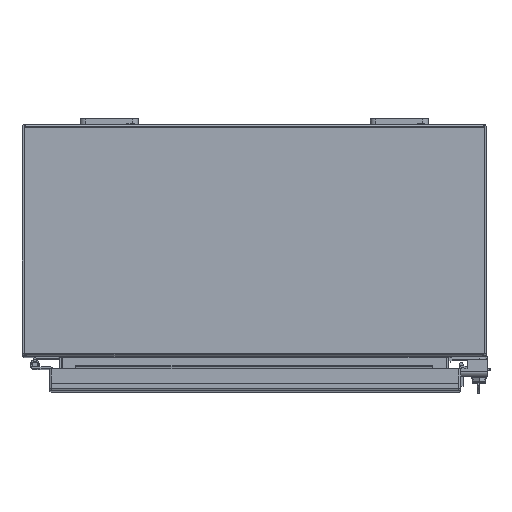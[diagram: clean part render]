
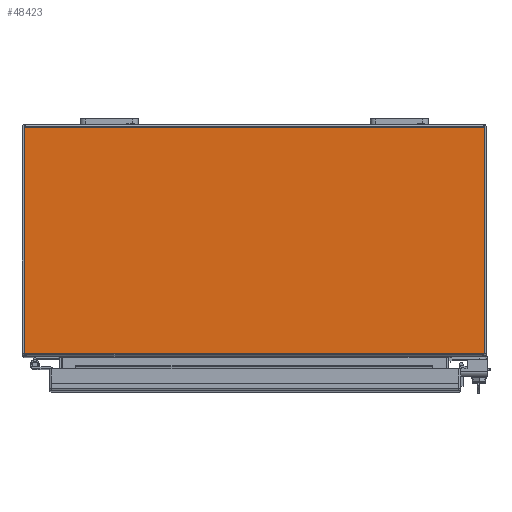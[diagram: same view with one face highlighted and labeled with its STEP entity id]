
A CAD part, top view. The second image highlights one B-rep face of the part: STEP entity #48423.
In plain terms, the highlighted planar face has unit normal (0, 0, 1).
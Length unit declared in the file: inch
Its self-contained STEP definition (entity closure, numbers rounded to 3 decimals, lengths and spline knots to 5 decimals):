
#925 = DIRECTION ( 'NONE',  ( -1., 0., 0. ) ) ;
#2452 = EDGE_CURVE ( 'NONE', #45980, #40956, #38644, .T. ) ;
#4140 = EDGE_LOOP ( 'NONE', ( #12067, #34872, #14882, #43751 ) ) ;
#4598 = DIRECTION ( 'NONE',  ( 0., -1., 0. ) ) ;
#6996 = CARTESIAN_POINT ( 'NONE',  ( -7.92792, -7.892, 12. ) ) ;
#10296 = CARTESIAN_POINT ( 'NONE',  ( -7.92792, 39.37008, 12. ) ) ;
#12067 = ORIENTED_EDGE ( 'NONE', *, *, #24331, .T. ) ;
#13630 = CARTESIAN_POINT ( 'NONE',  ( -7.92792, -0.108, 12. ) ) ;
#14882 = ORIENTED_EDGE ( 'NONE', *, *, #23634, .T. ) ;
#16275 = AXIS2_PLACEMENT_3D ( 'NONE', #16448, #19454, #27162 ) ;
#16384 = VECTOR ( 'NONE', #48276, 39.37008 ) ;
#16448 = CARTESIAN_POINT ( 'NONE',  ( 7.892, -0.06248, 12. ) ) ;
#16557 = CARTESIAN_POINT ( 'NONE',  ( 7.892, -0.108, 12. ) ) ;
#19454 = DIRECTION ( 'NONE',  ( 0., 0., 1. ) ) ;
#22523 = CARTESIAN_POINT ( 'NONE',  ( 7.92792, -7.892, 12. ) ) ;
#23634 = EDGE_CURVE ( 'NONE', #42868, #40956, #29183, .T. ) ;
#24331 = EDGE_CURVE ( 'NONE', #45980, #30506, #46623, .T. ) ;
#25713 = VECTOR ( 'NONE', #41154, 39.37008 ) ;
#27162 = DIRECTION ( 'NONE',  ( 0., -1., 0. ) ) ;
#27650 = PLANE ( 'NONE',  #16275 ) ;
#27664 = CARTESIAN_POINT ( 'NONE',  ( 7.92792, 39.37008, 12. ) ) ;
#29183 = LINE ( 'NONE', #33421, #25713 ) ;
#30506 = VERTEX_POINT ( 'NONE', #13630 ) ;
#33421 = CARTESIAN_POINT ( 'NONE',  ( 7.892, -7.892, 12. ) ) ;
#34872 = ORIENTED_EDGE ( 'NONE', *, *, #40201, .T. ) ;
#37373 = CARTESIAN_POINT ( 'NONE',  ( 7.92792, -0.108, 12. ) ) ;
#38644 = LINE ( 'NONE', #27664, #45384 ) ;
#40201 = EDGE_CURVE ( 'NONE', #30506, #42868, #44322, .T. ) ;
#40956 = VERTEX_POINT ( 'NONE', #22523 ) ;
#41154 = DIRECTION ( 'NONE',  ( 1., 0., 0. ) ) ;
#41685 = VECTOR ( 'NONE', #925, 39.37008 ) ;
#42868 = VERTEX_POINT ( 'NONE', #6996 ) ;
#43751 = ORIENTED_EDGE ( 'NONE', *, *, #2452, .F. ) ;
#44322 = LINE ( 'NONE', #10296, #16384 ) ;
#45384 = VECTOR ( 'NONE', #4598, 39.37008 ) ;
#45980 = VERTEX_POINT ( 'NONE', #37373 ) ;
#46048 = FACE_OUTER_BOUND ( 'NONE', #4140, .T. ) ;
#46623 = LINE ( 'NONE', #16557, #41685 ) ;
#48276 = DIRECTION ( 'NONE',  ( 0., -1., 0. ) ) ;
#48423 = ADVANCED_FACE ( 'NONE', ( #46048 ), #27650, .T. ) ;
